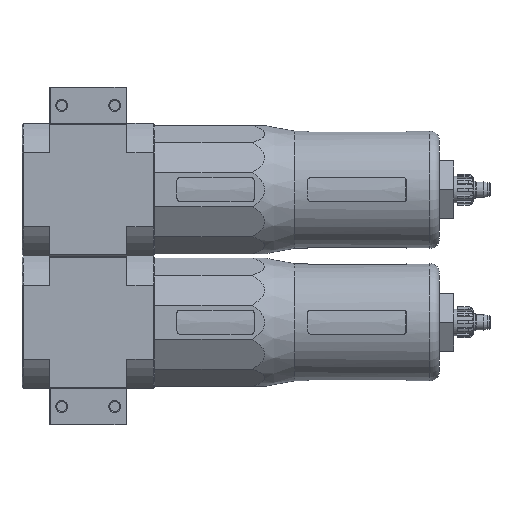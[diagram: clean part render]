
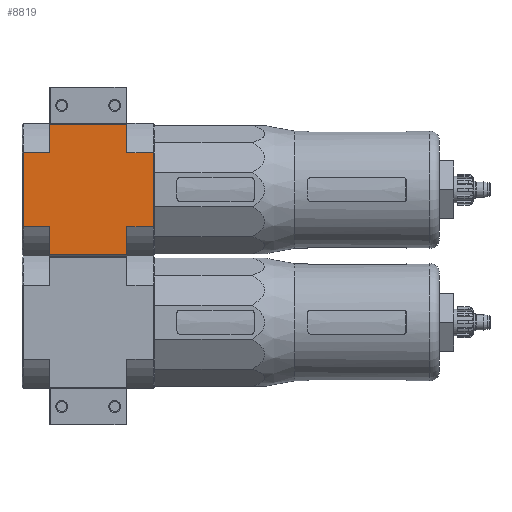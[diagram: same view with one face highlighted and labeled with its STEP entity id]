
A CAD part, left-side view. The second image highlights one B-rep face of the part: STEP entity #8819.
In plain terms, the highlighted face is planar.
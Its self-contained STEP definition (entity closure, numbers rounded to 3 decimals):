
#884=LINE('',#16491,#1500);
#886=LINE('',#16495,#1502);
#887=LINE('',#16499,#1503);
#889=LINE('',#16502,#1505);
#891=LINE('',#16506,#1507);
#893=LINE('',#16512,#1509);
#895=LINE('',#16516,#1511);
#898=LINE('',#16522,#1514);
#901=LINE('',#16532,#1517);
#902=LINE('',#16537,#1518);
#904=LINE('',#16543,#1520);
#909=LINE('',#16600,#1525);
#1500=VECTOR('',#13550,1000.);
#1502=VECTOR('',#13554,1000.);
#1503=VECTOR('',#13559,1000.);
#1505=VECTOR('',#13563,1000.);
#1507=VECTOR('',#13567,1000.);
#1509=VECTOR('',#13573,1000.);
#1511=VECTOR('',#13577,1000.);
#1514=VECTOR('',#13582,1000.);
#1517=VECTOR('',#13591,1000.);
#1518=VECTOR('',#13596,1000.);
#1520=VECTOR('',#13602,1000.);
#1525=VECTOR('',#13631,1000.);
#2996=ORIENTED_EDGE('',*,*,#4912,.T.);
#2997=ORIENTED_EDGE('',*,*,#4909,.F.);
#2998=ORIENTED_EDGE('',*,*,#4929,.T.);
#2999=ORIENTED_EDGE('',*,*,#4907,.F.);
#3000=ORIENTED_EDGE('',*,*,#4902,.T.);
#3001=ORIENTED_EDGE('',*,*,#4899,.F.);
#3002=ORIENTED_EDGE('',*,*,#4897,.F.);
#3003=ORIENTED_EDGE('',*,*,#4894,.T.);
#3004=ORIENTED_EDGE('',*,*,#4892,.F.);
#3005=ORIENTED_EDGE('',*,*,#4890,.T.);
#3006=ORIENTED_EDGE('',*,*,#4888,.F.);
#3007=ORIENTED_EDGE('',*,*,#4886,.T.);
#4886=EDGE_CURVE('',#5965,#5967,#884,.T.);
#4888=EDGE_CURVE('',#5965,#5969,#886,.T.);
#4890=EDGE_CURVE('',#5928,#5969,#887,.T.);
#4892=EDGE_CURVE('',#5928,#5934,#889,.T.);
#4894=EDGE_CURVE('',#5971,#5934,#891,.F.);
#4897=EDGE_CURVE('',#5971,#5973,#893,.T.);
#4899=EDGE_CURVE('',#5973,#5974,#895,.T.);
#4902=EDGE_CURVE('',#5976,#5974,#898,.T.);
#4907=EDGE_CURVE('',#5976,#5978,#901,.F.);
#4909=EDGE_CURVE('',#5981,#5982,#902,.T.);
#4912=EDGE_CURVE('',#5967,#5982,#904,.T.);
#4929=EDGE_CURVE('',#5981,#5978,#909,.T.);
#5928=VERTEX_POINT('',#16362);
#5934=VERTEX_POINT('',#16388);
#5965=VERTEX_POINT('',#16486);
#5967=VERTEX_POINT('',#16490);
#5969=VERTEX_POINT('',#16496);
#5971=VERTEX_POINT('',#16507);
#5973=VERTEX_POINT('',#16513);
#5974=VERTEX_POINT('',#16517);
#5976=VERTEX_POINT('',#16523);
#5978=VERTEX_POINT('',#16529);
#5981=VERTEX_POINT('',#16536);
#5982=VERTEX_POINT('',#16538);
#7175=EDGE_LOOP('',(#2996,#2997,#2998,#2999,#3000,#3001,#3002,#3003,#3004,
#3005,#3006,#3007));
#7900=FACE_BOUND('',#7175,.T.);
#8404=PLANE('',#11863);
#8819=ADVANCED_FACE('',(#7900),#8404,.F.);
#11863=AXIS2_PLACEMENT_3D('',#16599,#13629,#13630);
#13550=DIRECTION('',(0.,-1.,0.));
#13554=DIRECTION('',(-1.,0.,0.));
#13559=DIRECTION('',(0.,-1.,0.));
#13563=DIRECTION('',(-1.,0.,0.));
#13567=DIRECTION('',(0.,-1.,0.));
#13573=DIRECTION('',(-1.,0.,0.));
#13577=DIRECTION('',(0.,-1.,0.));
#13582=DIRECTION('',(-1.,0.,0.));
#13591=DIRECTION('',(0.,1.,0.));
#13596=DIRECTION('',(0.,1.,0.));
#13602=DIRECTION('',(-1.,0.,0.));
#13629=DIRECTION('',(0.,0.,1.));
#13630=DIRECTION('',(1.,0.,0.));
#13631=DIRECTION('',(-1.,0.,0.));
#16362=CARTESIAN_POINT('',(15.362,27.,-27.5));
#16388=CARTESIAN_POINT('',(-15.362,27.,-27.5));
#16486=CARTESIAN_POINT('',(27.,16.,-27.5));
#16490=CARTESIAN_POINT('',(27.,-16.,-27.5));
#16491=CARTESIAN_POINT('',(27.,27.5,-27.5));
#16495=CARTESIAN_POINT('',(27.,16.,-27.5));
#16496=CARTESIAN_POINT('',(15.362,16.,-27.5));
#16499=CARTESIAN_POINT('',(15.362,36.,-27.5));
#16502=CARTESIAN_POINT('',(20.,27.,-27.5));
#16506=CARTESIAN_POINT('',(-15.362,36.,-27.5));
#16507=CARTESIAN_POINT('',(-15.362,16.,-27.5));
#16512=CARTESIAN_POINT('',(27.,16.,-27.5));
#16513=CARTESIAN_POINT('',(-27.,16.,-27.5));
#16516=CARTESIAN_POINT('',(-27.,27.5,-27.5));
#16517=CARTESIAN_POINT('',(-27.,-16.,-27.5));
#16522=CARTESIAN_POINT('',(27.,-16.,-27.5));
#16523=CARTESIAN_POINT('',(-15.362,-16.,-27.5));
#16529=CARTESIAN_POINT('',(-15.362,-27.,-27.5));
#16532=CARTESIAN_POINT('',(-15.362,-36.,-27.5));
#16536=CARTESIAN_POINT('',(15.362,-27.,-27.5));
#16537=CARTESIAN_POINT('',(15.362,-36.,-27.5));
#16538=CARTESIAN_POINT('',(15.362,-16.,-27.5));
#16543=CARTESIAN_POINT('',(27.,-16.,-27.5));
#16599=CARTESIAN_POINT('',(27.,27.5,-27.5));
#16600=CARTESIAN_POINT('',(20.,-27.,-27.5));
